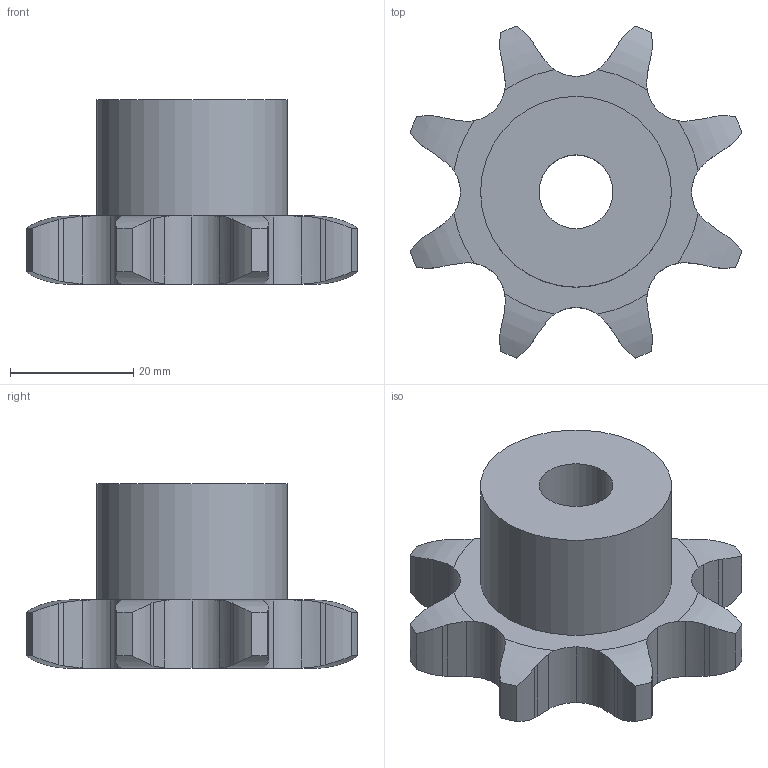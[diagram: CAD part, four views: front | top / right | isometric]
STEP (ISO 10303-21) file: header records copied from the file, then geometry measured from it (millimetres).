
FILE_DESCRIPTION(('FreeCAD Model'),'2;1');
FILE_NAME('Open CASCADE Shape Model','2021-05-30T10:05:15',('FreeCAD'),( 'FreeCAD'),'Open CASCADE STEP processor 7.4','FreeCAD','Unknown');
FILE_SCHEMA(('AUTOMOTIVE_DESIGN { 1 0 10303 214 1 1 1 1 }'));
Length unit declared in the file: millimetre
Products named in the file (1): Open CASCADE STEP translator 7.4 1
Bounding box: 53.94 x 53.94 x 30 mm (x, y, z)
Volume: 28517.6 mm3; surface area: 8322.6 mm2
Topology: 1 solids, 1 shells, 94 faces, 271 edges, 181 vertices
Faces by surface type: cylinder 58, plane 20, torus 16
Full cylindrical faces by diameter (mm): 12 x1, 31 x1
Entity records: 8432 total; most frequent: CARTESIAN_POINT 3807, DIRECTION 639, ORIENTED_EDGE 542, PCURVE 542, DEFINITIONAL_REPRESENTATION 542, B_SPLINE_CURVE_WITH_KNOTS 384, LINE 306, VECTOR 306
